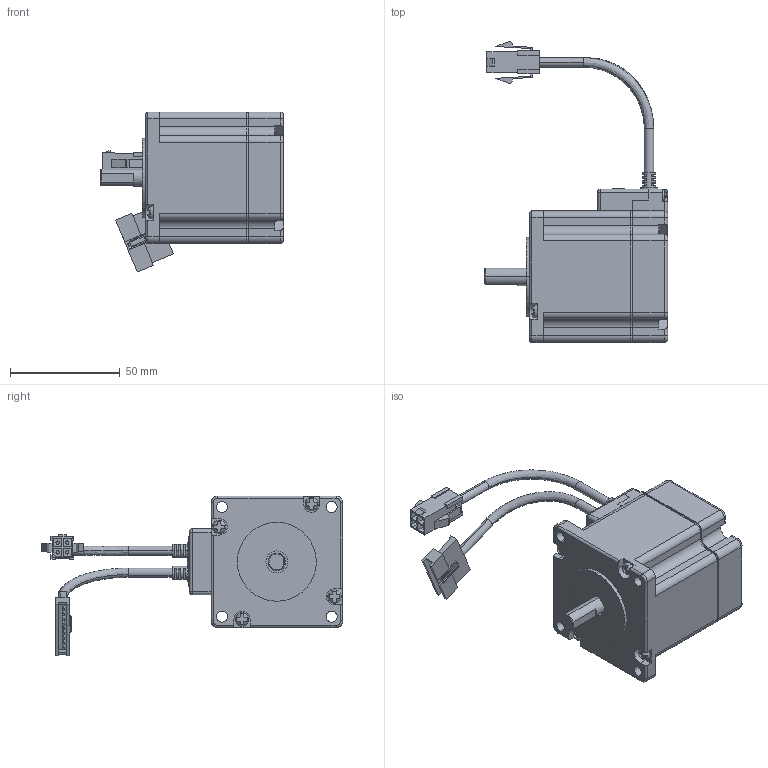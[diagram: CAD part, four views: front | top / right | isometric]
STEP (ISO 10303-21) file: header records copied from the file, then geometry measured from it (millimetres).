
FILE_DESCRIPTION (( 'STEP AP203' ), '1' );
FILE_NAME ('P41-MO-060-01-R00.STEP', '2015-07-03T05:30:18', ( '' ), ( '' ), 'SwSTEP 2.0', 'SolidWorks 2013', '' );
FILE_SCHEMA (( 'CONFIG_CONTROL_DESIGN' ));
Length unit declared in the file: millimetre
Products named in the file (12): P41-MO-060-01-R00; 葆斜啻す 縛囀渦_ル遽; M41-EC-060-01-R00_ル遽; M41-EC-060-03-R00_ル遽; S-SERVO24; M41-EC-060-02-R00; 42陝 賅攪瞪錳摹_ル遽; M41-MO-060-01-R00; 42阿 浚内歹 纳捞喉急_钎霖; PLATE; round cross head screw_ks_KS 1023 RC - M3 x 12-N; 20陝 PCB_ル遽
Assembly tree (16 placements, depth 3):
  P41-MO-060-01-R00
    M41-MO-060-01-R00
    PLATE
    20陝 PCB_ル遽
    葆斜啻す 縛囀渦_ル遽
    M41-EC-060-01-R00_ル遽
    M41-EC-060-02-R00
      M41-EC-060-03-R00_ル遽
      S-SERVO24
    42陝 賅攪瞪錳摹_ル遽
    42阿 浚内歹 纳捞喉急_钎霖
    round cross head screw_ks_KS 1023 RC - M3 x 12-N  x6
Bounding box: 83.6 x 137.41 x 72.95 mm (x, y, z)
Volume: 179578.2 mm3; surface area: 52555 mm2
Topology: 23 solids, 23 shells, 4244 faces, 12336 edges, 8185 vertices
Faces by surface type: plane 3741, cylinder 314, cone 73, bspline 62, torus 40, sphere 14
Entity records: 135681 total; most frequent: CARTESIAN_POINT 25637, ORIENTED_EDGE 23848, DIRECTION 20637, EDGE_CURVE 11924, VECTOR 10971, LINE 10971, VERTEX_POINT 7940, AXIS2_PLACEMENT_3D 4833
